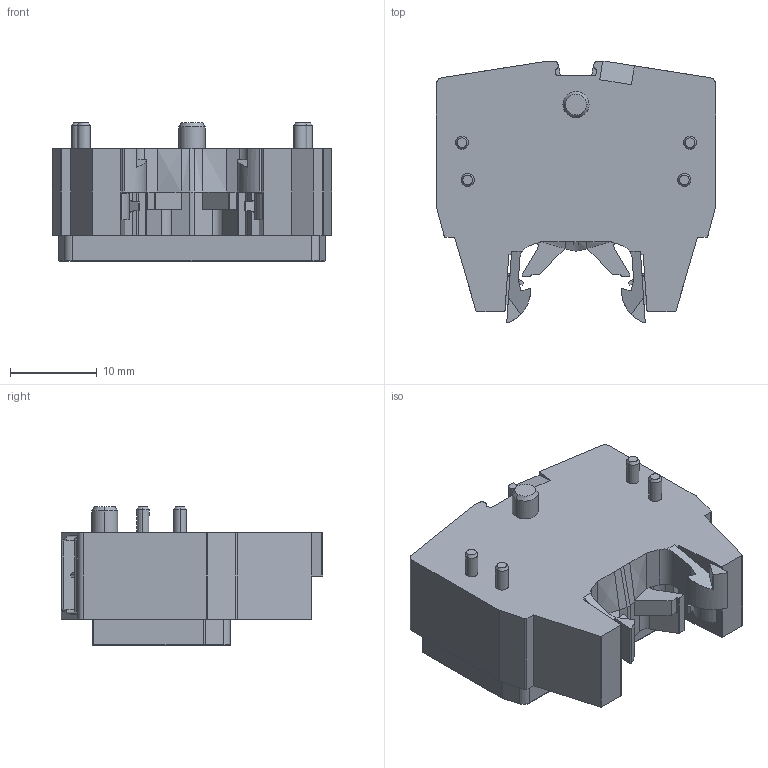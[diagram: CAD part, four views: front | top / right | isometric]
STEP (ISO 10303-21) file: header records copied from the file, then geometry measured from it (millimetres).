
FILE_DESCRIPTION((''),'2;1');
FILE_NAME('5YB574579_ASM','2023-11-14T',('dell'),(''),'PRO/ENGINEER BY PARAMETRIC TECHNOLOGY CORPORATION, 2013230','PRO/ENGINEER BY PARAMETRIC TECHNOLOGY CORPORATION, 2013230','');
FILE_SCHEMA(('AUTOMOTIVE_DESIGN { 1 0 10303 214 1 1 1 1 }'));
Length unit declared in the file: millimetre
Products named in the file (1): 5YB574579_ASM
Bounding box: 32.2 x 30.16 x 16 mm (x, y, z)
Volume: 6697.7 mm3; surface area: 4063 mm2
Topology: 1 solids, 1 shells, 367 faces, 1032 edges, 678 vertices
Faces by surface type: plane 199, cylinder 128, torus 18, cone 15, bspline 7
Entity records: 14573 total; most frequent: CARTESIAN_POINT 2582, ORIENTED_EDGE 2064, DIRECTION 1994, EDGE_CURVE 1032, VERTEX_POINT 678, VECTOR 670, LINE 670, AXIS2_PLACEMENT_3D 662
